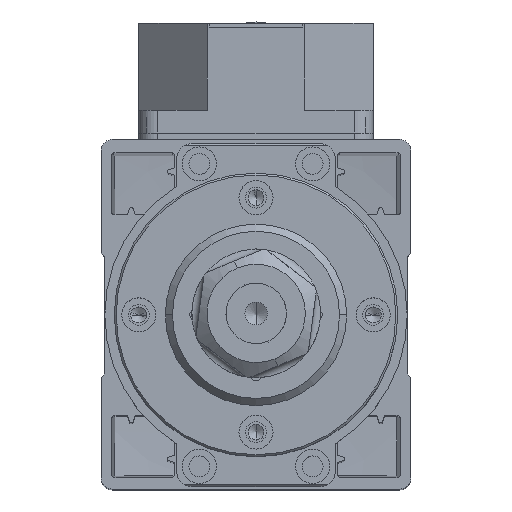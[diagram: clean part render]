
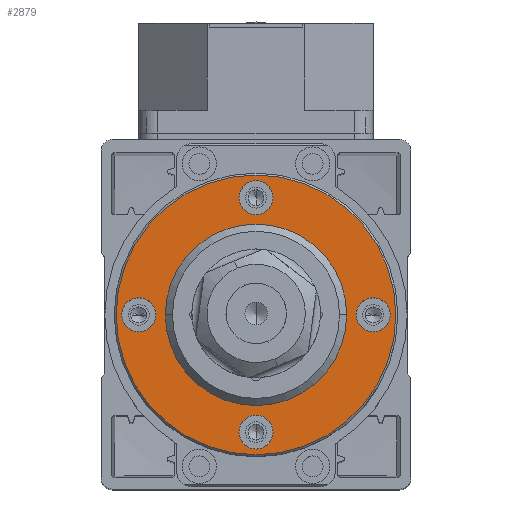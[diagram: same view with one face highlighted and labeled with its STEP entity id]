
A CAD part, top view. The second image highlights one B-rep face of the part: STEP entity #2879.
In plain terms, the highlighted face is planar.
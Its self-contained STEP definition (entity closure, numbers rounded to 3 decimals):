
#333 = ORIENTED_EDGE ( 'NONE', *, *, #20436, .F. ) ;
#490 = DIRECTION ( 'NONE',  ( 0., 0., -1. ) ) ;
#756 = CARTESIAN_POINT ( 'NONE',  ( 12., 0., -26.5 ) ) ;
#921 = EDGE_LOOP ( 'NONE', ( #14055, #10151 ) ) ;
#1438 = AXIS2_PLACEMENT_3D ( 'NONE', #22326, #18484, #2565 ) ;
#1766 = DIRECTION ( 'NONE',  ( 0., 0., -1. ) ) ;
#1824 = EDGE_CURVE ( 'NONE', #2578, #11669, #15338, .T. ) ;
#2056 = FACE_BOUND ( 'NONE', #921, .T. ) ;
#2231 = DIRECTION ( 'NONE',  ( 0., 0., -1. ) ) ;
#2565 = DIRECTION ( 'NONE',  ( 0., 0., 1. ) ) ;
#2578 = VERTEX_POINT ( 'NONE', #9716 ) ;
#2642 = DIRECTION ( 'NONE',  ( 0., 0., -1. ) ) ;
#2847 = CARTESIAN_POINT ( 'NONE',  ( 12., -31., 4.5 ) ) ;
#2868 = CIRCLE ( 'NONE', #1438, 37. ) ;
#2879 = ADVANCED_FACE ( 'NONE', ( #10877, #4626, #3985, #2056, #6797, #12744 ), #16778, .F. ) ;
#3177 = AXIS2_PLACEMENT_3D ( 'NONE', #19803, #21814, #8113 ) ;
#3279 = AXIS2_PLACEMENT_3D ( 'NONE', #8111, #7399, #22791 ) ;
#3985 = FACE_BOUND ( 'NONE', #25141, .T. ) ;
#4218 = CIRCLE ( 'NONE', #4900, 4.5 ) ;
#4551 = DIRECTION ( 'NONE',  ( 1., 0., 0. ) ) ;
#4622 = DIRECTION ( 'NONE',  ( 0., 0., 1. ) ) ;
#4626 = FACE_OUTER_BOUND ( 'NONE', #9641, .T. ) ;
#4664 = CIRCLE ( 'NONE', #3279, 4.5 ) ;
#4822 = AXIS2_PLACEMENT_3D ( 'NONE', #5291, #11221, #7231 ) ;
#4900 = AXIS2_PLACEMENT_3D ( 'NONE', #16540, #4551, #490 ) ;
#5117 = CIRCLE ( 'NONE', #22760, 4.5 ) ;
#5291 = CARTESIAN_POINT ( 'NONE',  ( 12., -31., 0. ) ) ;
#5513 = DIRECTION ( 'NONE',  ( 0., 0., -1. ) ) ;
#5700 = CIRCLE ( 'NONE', #12968, 4.5 ) ;
#5920 = ORIENTED_EDGE ( 'NONE', *, *, #19700, .F. ) ;
#5983 = EDGE_CURVE ( 'NONE', #12404, #19479, #12457, .T. ) ;
#6109 = DIRECTION ( 'NONE',  ( 1., 0., 0. ) ) ;
#6121 = EDGE_CURVE ( 'NONE', #11669, #2578, #22135, .T. ) ;
#6211 = CIRCLE ( 'NONE', #11215, 4.5 ) ;
#6534 = CARTESIAN_POINT ( 'NONE',  ( 12., 0., 0. ) ) ;
#6797 = FACE_BOUND ( 'NONE', #7418, .T. ) ;
#6923 = ORIENTED_EDGE ( 'NONE', *, *, #21847, .F. ) ;
#7231 = DIRECTION ( 'NONE',  ( 0., 0., -1. ) ) ;
#7399 = DIRECTION ( 'NONE',  ( 1., 0., 0. ) ) ;
#7418 = EDGE_LOOP ( 'NONE', ( #5920, #12996 ) ) ;
#7677 = EDGE_CURVE ( 'NONE', #19479, #12404, #2868, .T. ) ;
#7984 = ORIENTED_EDGE ( 'NONE', *, *, #7677, .F. ) ;
#8028 = ORIENTED_EDGE ( 'NONE', *, *, #5983, .F. ) ;
#8111 = CARTESIAN_POINT ( 'NONE',  ( 12., 31., 0. ) ) ;
#8113 = DIRECTION ( 'NONE',  ( 0., 0., 1. ) ) ;
#8477 = DIRECTION ( 'NONE',  ( 0., 0., -1. ) ) ;
#8676 = AXIS2_PLACEMENT_3D ( 'NONE', #10328, #6109, #2231 ) ;
#8823 = DIRECTION ( 'NONE',  ( -1., 0., 0. ) ) ;
#9466 = CARTESIAN_POINT ( 'NONE',  ( 12., 31., 0. ) ) ;
#9482 = CARTESIAN_POINT ( 'NONE',  ( 12., 0., 26.5 ) ) ;
#9604 = ORIENTED_EDGE ( 'NONE', *, *, #6121, .F. ) ;
#9641 = EDGE_LOOP ( 'NONE', ( #7984, #8028 ) ) ;
#9716 = CARTESIAN_POINT ( 'NONE',  ( 12., 0., 17.443 ) ) ;
#9796 = VERTEX_POINT ( 'NONE', #2847 ) ;
#10151 = ORIENTED_EDGE ( 'NONE', *, *, #17763, .F. ) ;
#10328 = CARTESIAN_POINT ( 'NONE',  ( 12., 0., 31. ) ) ;
#10642 = CARTESIAN_POINT ( 'NONE',  ( 12., 0., 37. ) ) ;
#10877 = FACE_BOUND ( 'NONE', #24889, .T. ) ;
#11215 = AXIS2_PLACEMENT_3D ( 'NONE', #16985, #24737, #20555 ) ;
#11221 = DIRECTION ( 'NONE',  ( 1., 0., 0. ) ) ;
#11328 = EDGE_CURVE ( 'NONE', #17387, #13450, #5700, .T. ) ;
#11472 = ORIENTED_EDGE ( 'NONE', *, *, #11328, .F. ) ;
#11521 = ORIENTED_EDGE ( 'NONE', *, *, #1824, .F. ) ;
#11549 = VERTEX_POINT ( 'NONE', #24038 ) ;
#11669 = VERTEX_POINT ( 'NONE', #20297 ) ;
#11800 = VERTEX_POINT ( 'NONE', #20630 ) ;
#12404 = VERTEX_POINT ( 'NONE', #15033 ) ;
#12457 = CIRCLE ( 'NONE', #3177, 37. ) ;
#12643 = DIRECTION ( 'NONE',  ( 1., 0., 0. ) ) ;
#12744 = FACE_BOUND ( 'NONE', #14907, .T. ) ;
#12968 = AXIS2_PLACEMENT_3D ( 'NONE', #13485, #17521, #1766 ) ;
#12996 = ORIENTED_EDGE ( 'NONE', *, *, #14569, .F. ) ;
#13410 = CARTESIAN_POINT ( 'NONE',  ( 12., 0., -35.5 ) ) ;
#13450 = VERTEX_POINT ( 'NONE', #756 ) ;
#13485 = CARTESIAN_POINT ( 'NONE',  ( 12., 0., -31. ) ) ;
#14055 = ORIENTED_EDGE ( 'NONE', *, *, #20561, .F. ) ;
#14526 = CARTESIAN_POINT ( 'NONE',  ( 12., 31., 4.5 ) ) ;
#14569 = EDGE_CURVE ( 'NONE', #9796, #17037, #4218, .T. ) ;
#14907 = EDGE_LOOP ( 'NONE', ( #11472, #22193 ) ) ;
#15033 = CARTESIAN_POINT ( 'NONE',  ( 12., 0., -37. ) ) ;
#15222 = DIRECTION ( 'NONE',  ( 1., 0., 0. ) ) ;
#15338 = CIRCLE ( 'NONE', #25783, 17.443 ) ;
#15619 = AXIS2_PLACEMENT_3D ( 'NONE', #6534, #24315, #2642 ) ;
#16150 = DIRECTION ( 'NONE',  ( 0., 0., -1. ) ) ;
#16540 = CARTESIAN_POINT ( 'NONE',  ( 12., -31., 0. ) ) ;
#16614 = AXIS2_PLACEMENT_3D ( 'NONE', #20762, #8823, #4622 ) ;
#16778 = PLANE ( 'NONE',  #16614 ) ;
#16985 = CARTESIAN_POINT ( 'NONE',  ( 12., 0., 31. ) ) ;
#17037 = VERTEX_POINT ( 'NONE', #25757 ) ;
#17387 = VERTEX_POINT ( 'NONE', #13410 ) ;
#17521 = DIRECTION ( 'NONE',  ( 1., 0., 0. ) ) ;
#17631 = VERTEX_POINT ( 'NONE', #14526 ) ;
#17763 = EDGE_CURVE ( 'NONE', #11800, #17989, #6211, .T. ) ;
#17989 = VERTEX_POINT ( 'NONE', #9482 ) ;
#18484 = DIRECTION ( 'NONE',  ( -1., 0., 0. ) ) ;
#19127 = CIRCLE ( 'NONE', #4822, 4.5 ) ;
#19479 = VERTEX_POINT ( 'NONE', #10642 ) ;
#19700 = EDGE_CURVE ( 'NONE', #17037, #9796, #19127, .T. ) ;
#19803 = CARTESIAN_POINT ( 'NONE',  ( 12., 0., 0. ) ) ;
#20297 = CARTESIAN_POINT ( 'NONE',  ( 12., 0., -17.443 ) ) ;
#20436 = EDGE_CURVE ( 'NONE', #11549, #17631, #4664, .T. ) ;
#20555 = DIRECTION ( 'NONE',  ( 0., 0., -1. ) ) ;
#20561 = EDGE_CURVE ( 'NONE', #17989, #11800, #22445, .T. ) ;
#20595 = CARTESIAN_POINT ( 'NONE',  ( 12., 0., 0. ) ) ;
#20630 = CARTESIAN_POINT ( 'NONE',  ( 12., 0., 35.5 ) ) ;
#20762 = CARTESIAN_POINT ( 'NONE',  ( 12., 37.5, 0. ) ) ;
#21814 = DIRECTION ( 'NONE',  ( -1., 0., 0. ) ) ;
#21847 = EDGE_CURVE ( 'NONE', #17631, #11549, #5117, .T. ) ;
#22135 = CIRCLE ( 'NONE', #15619, 17.443 ) ;
#22152 = DIRECTION ( 'NONE',  ( 1., 0., 0. ) ) ;
#22193 = ORIENTED_EDGE ( 'NONE', *, *, #25573, .F. ) ;
#22326 = CARTESIAN_POINT ( 'NONE',  ( 12., 0., 0. ) ) ;
#22445 = CIRCLE ( 'NONE', #8676, 4.5 ) ;
#22760 = AXIS2_PLACEMENT_3D ( 'NONE', #9466, #15222, #5513 ) ;
#22791 = DIRECTION ( 'NONE',  ( 0., 0., -1. ) ) ;
#24038 = CARTESIAN_POINT ( 'NONE',  ( 12., 31., -4.5 ) ) ;
#24232 = CARTESIAN_POINT ( 'NONE',  ( 12., 0., -31. ) ) ;
#24315 = DIRECTION ( 'NONE',  ( 1., 0., 0. ) ) ;
#24530 = CIRCLE ( 'NONE', #25715, 4.5 ) ;
#24737 = DIRECTION ( 'NONE',  ( 1., 0., 0. ) ) ;
#24889 = EDGE_LOOP ( 'NONE', ( #9604, #11521 ) ) ;
#25141 = EDGE_LOOP ( 'NONE', ( #333, #6923 ) ) ;
#25573 = EDGE_CURVE ( 'NONE', #13450, #17387, #24530, .T. ) ;
#25715 = AXIS2_PLACEMENT_3D ( 'NONE', #24232, #22152, #16150 ) ;
#25757 = CARTESIAN_POINT ( 'NONE',  ( 12., -31., -4.5 ) ) ;
#25783 = AXIS2_PLACEMENT_3D ( 'NONE', #20595, #12643, #8477 ) ;
